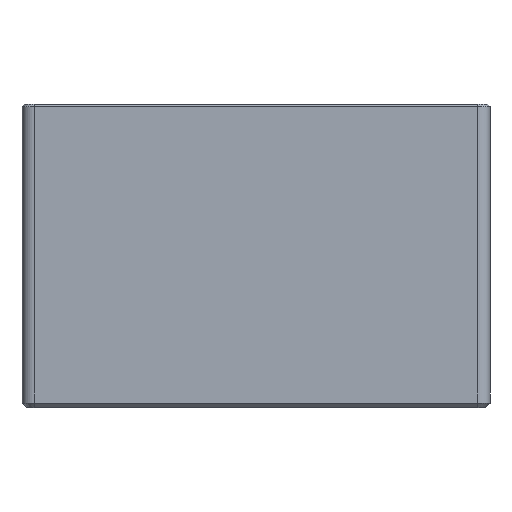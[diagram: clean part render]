
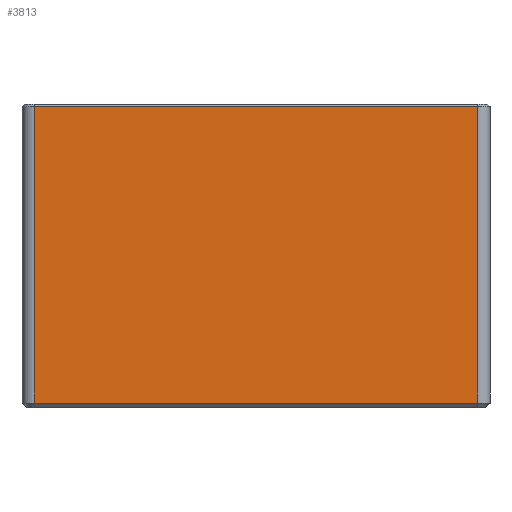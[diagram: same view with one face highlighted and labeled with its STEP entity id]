
A CAD part, front view. The second image highlights one B-rep face of the part: STEP entity #3813.
In plain terms, the highlighted planar face has unit normal (0, -1, 0).
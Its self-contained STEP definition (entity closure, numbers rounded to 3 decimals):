
#323=FACE_OUTER_BOUND('',#564,.T.);
#564=EDGE_LOOP('',(#2989,#2990,#2991,#2992));
#786=LINE('',#5543,#1235);
#970=LINE('',#6017,#1419);
#975=LINE('',#6029,#1424);
#976=LINE('',#6030,#1425);
#1235=VECTOR('',#4411,10.);
#1419=VECTOR('',#4865,10.);
#1424=VECTOR('',#4880,10.);
#1425=VECTOR('',#4881,10.);
#1672=VERTEX_POINT('',#5534);
#1674=VERTEX_POINT('',#5541);
#1827=VERTEX_POINT('',#6009);
#1829=VERTEX_POINT('',#6015);
#2014=EDGE_CURVE('',#1674,#1672,#786,.T.);
#2258=EDGE_CURVE('',#1829,#1827,#970,.T.);
#2265=EDGE_CURVE('',#1827,#1674,#975,.T.);
#2266=EDGE_CURVE('',#1672,#1829,#976,.T.);
#2989=ORIENTED_EDGE('',*,*,#2014,.F.);
#2990=ORIENTED_EDGE('',*,*,#2265,.F.);
#2991=ORIENTED_EDGE('',*,*,#2258,.F.);
#2992=ORIENTED_EDGE('',*,*,#2266,.F.);
#3623=PLANE('',#4115);
#3813=ADVANCED_FACE('',(#323),#3623,.T.);
#4115=AXIS2_PLACEMENT_3D('',#6028,#4878,#4879);
#4411=DIRECTION('',(1.,0.,0.));
#4865=DIRECTION('',(-1.,0.,0.));
#4878=DIRECTION('center_axis',(0.,-1.,0.));
#4879=DIRECTION('ref_axis',(1.,0.,0.));
#4880=DIRECTION('',(0.,0.,1.));
#4881=DIRECTION('',(0.,0.,-1.));
#5534=CARTESIAN_POINT('',(186.,0.,123.));
#5541=CARTESIAN_POINT('',(5.,0.,123.));
#5543=CARTESIAN_POINT('',(47.75,0.,123.));
#6009=CARTESIAN_POINT('',(5.,0.,2.));
#6015=CARTESIAN_POINT('',(186.,0.,2.));
#6017=CARTESIAN_POINT('',(47.75,0.,2.));
#6028=CARTESIAN_POINT('Origin',(0.,0.,0.));
#6029=CARTESIAN_POINT('',(5.,0.,0.));
#6030=CARTESIAN_POINT('',(186.,0.,0.));
